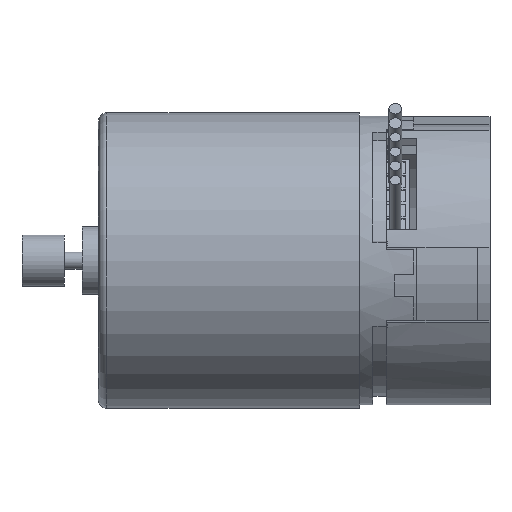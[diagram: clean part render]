
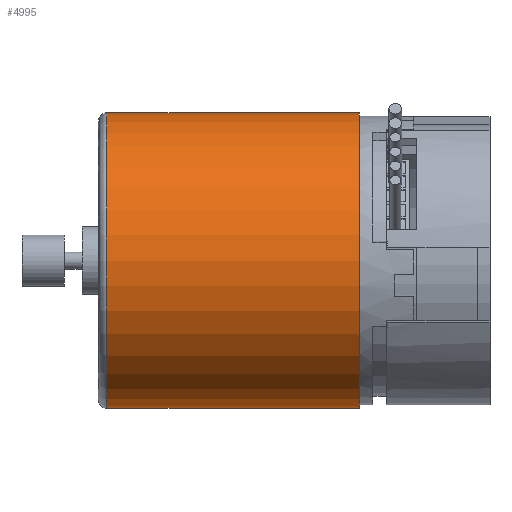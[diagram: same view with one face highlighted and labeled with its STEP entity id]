
A CAD part, front view. The second image highlights one B-rep face of the part: STEP entity #4995.
In plain terms, the highlighted cylindrical face has radius 17.4 mm (diameter 34.8 mm), a partial arc.
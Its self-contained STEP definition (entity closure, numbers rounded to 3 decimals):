
#339 = LINE ( 'NONE', #755, #7073 ) ;
#523 = DIRECTION ( 'NONE',  ( 0., 0., -1. ) ) ;
#709 = CARTESIAN_POINT ( 'NONE',  ( 30.7, 0., 0. ) ) ;
#755 = CARTESIAN_POINT ( 'NONE',  ( 30.7, 0., 17.4 ) ) ;
#765 = ORIENTED_EDGE ( 'NONE', *, *, #948, .F. ) ;
#948 = EDGE_CURVE ( 'NONE', #3832, #11897, #11395, .T. ) ;
#979 = EDGE_CURVE ( 'NONE', #3832, #9771, #339, .T. ) ;
#1397 = CARTESIAN_POINT ( 'NONE',  ( 1., 0., 17.4 ) ) ;
#1714 = DIRECTION ( 'NONE',  ( -1., 0., 0. ) ) ;
#1842 = CARTESIAN_POINT ( 'NONE',  ( 30.7, 0., -17.4 ) ) ;
#2053 = DIRECTION ( 'NONE',  ( 0., 0., 1. ) ) ;
#3468 = CARTESIAN_POINT ( 'NONE',  ( 1., 0., 0. ) ) ;
#3573 = VERTEX_POINT ( 'NONE', #8340 ) ;
#3832 = VERTEX_POINT ( 'NONE', #8766 ) ;
#4246 = CARTESIAN_POINT ( 'NONE',  ( 30.7, 0., -17.4 ) ) ;
#4464 = ORIENTED_EDGE ( 'NONE', *, *, #4594, .F. ) ;
#4521 = AXIS2_PLACEMENT_3D ( 'NONE', #709, #12598, #4724 ) ;
#4572 = AXIS2_PLACEMENT_3D ( 'NONE', #10087, #5090, #2053 ) ;
#4594 = EDGE_CURVE ( 'NONE', #11897, #3573, #10643, .T. ) ;
#4724 = DIRECTION ( 'NONE',  ( 0., 0., -1. ) ) ;
#4995 = ADVANCED_FACE ( 'NONE', ( #10922 ), #9210, .T. ) ;
#5090 = DIRECTION ( 'NONE',  ( -1., 0., 0. ) ) ;
#5492 = AXIS2_PLACEMENT_3D ( 'NONE', #3468, #11241, #523 ) ;
#6615 = EDGE_CURVE ( 'NONE', #9771, #3573, #10661, .T. ) ;
#6863 = ORIENTED_EDGE ( 'NONE', *, *, #979, .T. ) ;
#6912 = EDGE_LOOP ( 'NONE', ( #4464, #765, #6863, #11183 ) ) ;
#7073 = VECTOR ( 'NONE', #1714, 1000. ) ;
#7080 = DIRECTION ( 'NONE',  ( -1., 0., 0. ) ) ;
#8340 = CARTESIAN_POINT ( 'NONE',  ( 1., 0., -17.4 ) ) ;
#8477 = VECTOR ( 'NONE', #7080, 1000. ) ;
#8766 = CARTESIAN_POINT ( 'NONE',  ( 30.7, 0., 17.4 ) ) ;
#9210 = CYLINDRICAL_SURFACE ( 'NONE', #4572, 17.4 ) ;
#9771 = VERTEX_POINT ( 'NONE', #1397 ) ;
#10087 = CARTESIAN_POINT ( 'NONE',  ( 30.7, 0., 0. ) ) ;
#10643 = LINE ( 'NONE', #4246, #8477 ) ;
#10661 = CIRCLE ( 'NONE', #5492, 17.4 ) ;
#10922 = FACE_OUTER_BOUND ( 'NONE', #6912, .T. ) ;
#11183 = ORIENTED_EDGE ( 'NONE', *, *, #6615, .T. ) ;
#11241 = DIRECTION ( 'NONE',  ( 1., 0., 0. ) ) ;
#11395 = CIRCLE ( 'NONE', #4521, 17.4 ) ;
#11897 = VERTEX_POINT ( 'NONE', #1842 ) ;
#12598 = DIRECTION ( 'NONE',  ( 1., 0., 0. ) ) ;
